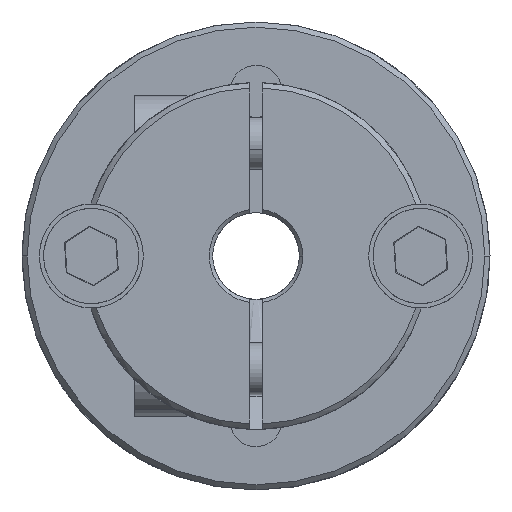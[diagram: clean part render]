
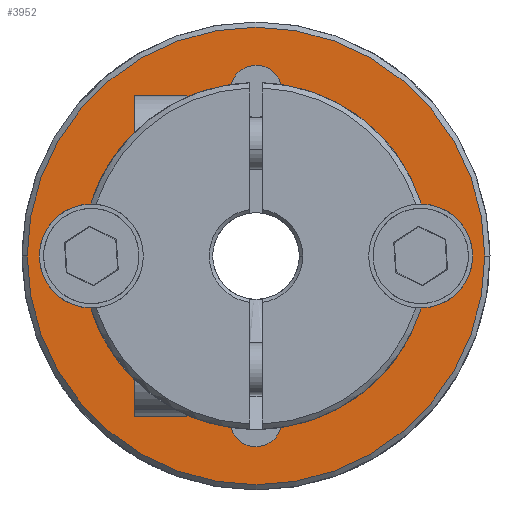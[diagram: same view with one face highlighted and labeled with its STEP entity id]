
A CAD part, front view. The second image highlights one B-rep face of the part: STEP entity #3952.
In plain terms, the highlighted face is planar.
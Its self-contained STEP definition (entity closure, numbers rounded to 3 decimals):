
#383=PLANE('',#4440);
#1196=VERTEX_POINT('',#5618);
#1197=VERTEX_POINT('',#5619);
#1241=VERTEX_POINT('',#5774);
#1242=VERTEX_POINT('',#5776);
#1253=VERTEX_POINT('',#5832);
#1254=VERTEX_POINT('',#5834);
#1260=VERTEX_POINT('',#5855);
#1261=VERTEX_POINT('',#5857);
#1279=VERTEX_POINT('',#5928);
#1280=VERTEX_POINT('',#5930);
#1284=VERTEX_POINT('',#5968);
#1287=VERTEX_POINT('',#5994);
#1478=CIRCLE('',#4322,13.2);
#1499=CIRCLE('',#4353,1.25);
#1503=CIRCLE('',#4361,3.);
#1506=CIRCLE('',#4367,3.);
#1520=CIRCLE('',#4388,1.25);
#1524=CIRCLE('',#4394,10.);
#1530=CIRCLE('',#4404,3.);
#1532=CIRCLE('',#4407,10.);
#1541=CIRCLE('',#4420,3.);
#1554=CIRCLE('',#4441,13.2);
#1555=CIRCLE('',#4442,10.);
#1556=CIRCLE('',#4443,10.);
#1943=EDGE_CURVE('',#1196,#1197,#1478,.T.);
#1992=EDGE_CURVE('',#1242,#1241,#1499,.T.);
#2008=EDGE_CURVE('',#1254,#1253,#1503,.T.);
#2018=EDGE_CURVE('',#1261,#1260,#1506,.T.);
#2046=EDGE_CURVE('',#1280,#1279,#1520,.T.);
#2055=EDGE_CURVE('',#1284,#1279,#1524,.T.);
#2065=EDGE_CURVE('',#1260,#1287,#1530,.T.);
#2067=EDGE_CURVE('',#1280,#1287,#1532,.T.);
#2080=EDGE_CURVE('',#1284,#1254,#1541,.T.);
#2098=EDGE_CURVE('',#1197,#1196,#1554,.T.);
#2099=EDGE_CURVE('',#1242,#1253,#1555,.T.);
#2100=EDGE_CURVE('',#1261,#1241,#1556,.T.);
#3067=ORIENTED_EDGE('',*,*,#2098,.T.);
#3068=ORIENTED_EDGE('',*,*,#1943,.T.);
#3069=ORIENTED_EDGE('',*,*,#2018,.T.);
#3070=ORIENTED_EDGE('',*,*,#2065,.T.);
#3071=ORIENTED_EDGE('',*,*,#2067,.F.);
#3072=ORIENTED_EDGE('',*,*,#2046,.T.);
#3073=ORIENTED_EDGE('',*,*,#2055,.F.);
#3074=ORIENTED_EDGE('',*,*,#2080,.T.);
#3075=ORIENTED_EDGE('',*,*,#2008,.T.);
#3076=ORIENTED_EDGE('',*,*,#2099,.F.);
#3077=ORIENTED_EDGE('',*,*,#1992,.T.);
#3078=ORIENTED_EDGE('',*,*,#2100,.F.);
#3473=EDGE_LOOP('',(#3067,#3068));
#3474=EDGE_LOOP('',(#3069,#3070,#3071,#3072,#3073,#3074,#3075,#3076,#3077,
#3078));
#3731=FACE_BOUND('',#3473,.T.);
#3732=FACE_BOUND('',#3474,.T.);
#3952=ADVANCED_FACE('',(#3731,#3732),#383,.T.);
#4322=AXIS2_PLACEMENT_3D('',#5617,#7074,#7075);
#4353=AXIS2_PLACEMENT_3D('',#5775,#7161,#7162);
#4361=AXIS2_PLACEMENT_3D('',#5833,#7185,#7186);
#4367=AXIS2_PLACEMENT_3D('',#5856,#7203,#7204);
#4388=AXIS2_PLACEMENT_3D('',#5929,#7255,#7256);
#4394=AXIS2_PLACEMENT_3D('',#5969,#7270,#7271);
#4404=AXIS2_PLACEMENT_3D('',#5995,#7291,#7292);
#4407=AXIS2_PLACEMENT_3D('',#5998,#7297,#7298);
#4420=AXIS2_PLACEMENT_3D('',#6025,#7325,#7326);
#4440=AXIS2_PLACEMENT_3D('',#6066,#7366,$);
#4441=AXIS2_PLACEMENT_3D('',#6067,#7367,#7368);
#4442=AXIS2_PLACEMENT_3D('',#6068,#7369,#7370);
#4443=AXIS2_PLACEMENT_3D('',#6069,#7371,#7372);
#5617=CARTESIAN_POINT('',(0.,-2.5,0.));
#5618=CARTESIAN_POINT('',(0.,-2.5,13.2));
#5619=CARTESIAN_POINT('',(0.,-2.5,-13.2));
#5774=CARTESIAN_POINT('',(-9.931,-2.5,-1.173));
#5775=CARTESIAN_POINT('',(-9.5,-2.5,0.));
#5776=CARTESIAN_POINT('',(-9.931,-2.5,1.173));
#5832=CARTESIAN_POINT('',(-3.,-2.5,9.539));
#5833=CARTESIAN_POINT('',(0.,-2.5,9.5));
#5834=CARTESIAN_POINT('',(0.,-2.5,12.5));
#5855=CARTESIAN_POINT('',(0.,-2.5,-12.5));
#5856=CARTESIAN_POINT('',(0.,-2.5,-9.5));
#5857=CARTESIAN_POINT('',(-3.,-2.5,-9.539));
#5928=CARTESIAN_POINT('',(9.931,-2.5,1.173));
#5929=CARTESIAN_POINT('',(9.5,-2.5,0.));
#5930=CARTESIAN_POINT('',(9.931,-2.5,-1.173));
#5968=CARTESIAN_POINT('',(3.,-2.5,9.539));
#5969=CARTESIAN_POINT('',(0.,-2.5,0.));
#5994=CARTESIAN_POINT('',(3.,-2.5,-9.539));
#5995=CARTESIAN_POINT('',(0.,-2.5,-9.5));
#5998=CARTESIAN_POINT('',(0.,-2.5,0.));
#6025=CARTESIAN_POINT('',(0.,-2.5,9.5));
#6066=CARTESIAN_POINT('',(0.,-2.5,0.));
#6067=CARTESIAN_POINT('',(0.,-2.5,0.));
#6068=CARTESIAN_POINT('',(0.,-2.5,0.));
#6069=CARTESIAN_POINT('',(0.,-2.5,0.));
#7074=DIRECTION('',(0.,1.,0.));
#7075=DIRECTION('',(0.,0.,13.2));
#7161=DIRECTION('',(0.,-1.,0.));
#7162=DIRECTION('',(0.,0.,1.25));
#7185=DIRECTION('',(0.,-1.,0.));
#7186=DIRECTION('',(0.,0.,3.));
#7203=DIRECTION('',(0.,-1.,0.));
#7204=DIRECTION('',(0.,0.,3.));
#7255=DIRECTION('',(0.,-1.,0.));
#7256=DIRECTION('',(0.,0.,1.25));
#7270=DIRECTION('',(0.,1.,0.));
#7271=DIRECTION('',(0.,0.,10.));
#7291=DIRECTION('',(0.,-1.,0.));
#7292=DIRECTION('',(0.,0.,3.));
#7297=DIRECTION('',(0.,1.,0.));
#7298=DIRECTION('',(0.,0.,10.));
#7325=DIRECTION('',(0.,-1.,0.));
#7326=DIRECTION('',(0.,0.,3.));
#7366=DIRECTION('',(0.,1.,0.));
#7367=DIRECTION('',(0.,1.,0.));
#7368=DIRECTION('',(0.,0.,13.2));
#7369=DIRECTION('',(0.,1.,0.));
#7370=DIRECTION('',(0.,0.,10.));
#7371=DIRECTION('',(0.,1.,0.));
#7372=DIRECTION('',(0.,0.,10.));
